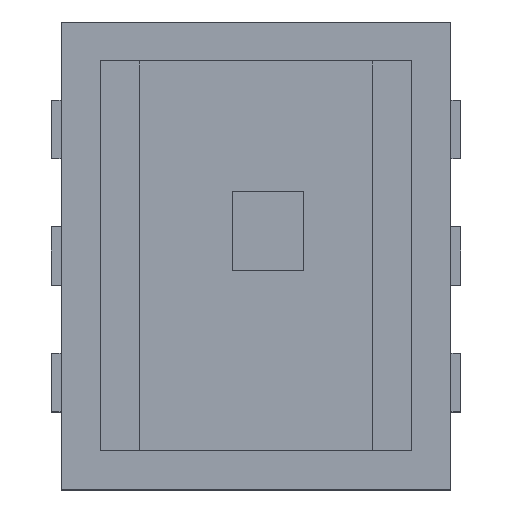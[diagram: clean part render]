
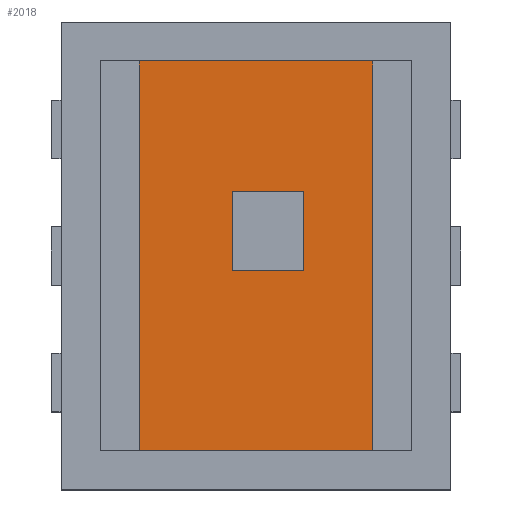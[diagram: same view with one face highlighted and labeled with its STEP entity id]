
A CAD part, top view. The second image highlights one B-rep face of the part: STEP entity #2018.
In plain terms, the highlighted planar face has unit normal (0, 0, 1).
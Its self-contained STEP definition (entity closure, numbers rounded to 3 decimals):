
#55 = CARTESIAN_POINT ( 'NONE',  ( -0.6, 1., 0.625 ) ) ;
#169 = LINE ( 'NONE', #1981, #687 ) ;
#186 = CARTESIAN_POINT ( 'NONE',  ( 0., -0.077, 0.625 ) ) ;
#239 = FACE_BOUND ( 'NONE', #2006, .T. ) ;
#280 = DIRECTION ( 'NONE',  ( 0., 0., 1. ) ) ;
#356 = ORIENTED_EDGE ( 'NONE', *, *, #1047, .T. ) ;
#358 = CARTESIAN_POINT ( 'NONE',  ( -0.123, -0.077, 0.625 ) ) ;
#413 = ORIENTED_EDGE ( 'NONE', *, *, #2407, .T. ) ;
#606 = DIRECTION ( 'NONE',  ( 1., 0., 0. ) ) ;
#667 = ORIENTED_EDGE ( 'NONE', *, *, #1411, .T. ) ;
#669 = CARTESIAN_POINT ( 'NONE',  ( 0.246, 0., 0.625 ) ) ;
#686 = LINE ( 'NONE', #2483, #1634 ) ;
#687 = VECTOR ( 'NONE', #606, 1000. ) ;
#709 = EDGE_CURVE ( 'NONE', #2179, #2058, #1239, .T. ) ;
#717 = VECTOR ( 'NONE', #2211, 1000. ) ;
#763 = EDGE_CURVE ( 'NONE', #2058, #2612, #863, .T. ) ;
#794 = EDGE_CURVE ( 'NONE', #1495, #2479, #686, .T. ) ;
#808 = EDGE_CURVE ( 'NONE', #2612, #2570, #1486, .T. ) ;
#828 = PLANE ( 'NONE',  #2462 ) ;
#863 = LINE ( 'NONE', #1220, #1384 ) ;
#883 = DIRECTION ( 'NONE',  ( -1., 0., 0. ) ) ;
#921 = CARTESIAN_POINT ( 'NONE',  ( 0.246, 0.329, 0.625 ) ) ;
#1043 = FACE_OUTER_BOUND ( 'NONE', #2247, .T. ) ;
#1047 = EDGE_CURVE ( 'NONE', #1495, #1082, #1087, .T. ) ;
#1075 = ORIENTED_EDGE ( 'NONE', *, *, #794, .F. ) ;
#1082 = VERTEX_POINT ( 'NONE', #55 ) ;
#1085 = CARTESIAN_POINT ( 'NONE',  ( 0., 0., 0.625 ) ) ;
#1087 = LINE ( 'NONE', #1924, #1187 ) ;
#1103 = ORIENTED_EDGE ( 'NONE', *, *, #709, .T. ) ;
#1187 = VECTOR ( 'NONE', #883, 1000. ) ;
#1220 = CARTESIAN_POINT ( 'NONE',  ( 0., 0.329, 0.625 ) ) ;
#1239 = LINE ( 'NONE', #1404, #717 ) ;
#1308 = VERTEX_POINT ( 'NONE', #1627 ) ;
#1384 = VECTOR ( 'NONE', #2432, 1000. ) ;
#1392 = VECTOR ( 'NONE', #2610, 1000. ) ;
#1403 = CARTESIAN_POINT ( 'NONE',  ( 0.6, -1., 0.625 ) ) ;
#1404 = CARTESIAN_POINT ( 'NONE',  ( -0.123, 0., 0.625 ) ) ;
#1411 = EDGE_CURVE ( 'NONE', #1308, #2479, #169, .T. ) ;
#1461 = EDGE_CURVE ( 'NONE', #1308, #1082, #2212, .T. ) ;
#1486 = LINE ( 'NONE', #669, #1856 ) ;
#1495 = VERTEX_POINT ( 'NONE', #1831 ) ;
#1515 = CARTESIAN_POINT ( 'NONE',  ( -0.123, 0.329, 0.625 ) ) ;
#1549 = LINE ( 'NONE', #186, #1868 ) ;
#1627 = CARTESIAN_POINT ( 'NONE',  ( -0.6, -1., 0.625 ) ) ;
#1634 = VECTOR ( 'NONE', #2537, 1000. ) ;
#1758 = ORIENTED_EDGE ( 'NONE', *, *, #1461, .F. ) ;
#1796 = CARTESIAN_POINT ( 'NONE',  ( -0.6, -1., 0.625 ) ) ;
#1831 = CARTESIAN_POINT ( 'NONE',  ( 0.6, 1., 0.625 ) ) ;
#1856 = VECTOR ( 'NONE', #2515, 1000. ) ;
#1868 = VECTOR ( 'NONE', #2607, 1000. ) ;
#1924 = CARTESIAN_POINT ( 'NONE',  ( 0., 1., 0.625 ) ) ;
#1930 = DIRECTION ( 'NONE',  ( 1., 0., 0. ) ) ;
#1976 = ORIENTED_EDGE ( 'NONE', *, *, #763, .T. ) ;
#1981 = CARTESIAN_POINT ( 'NONE',  ( 0., -1., 0.625 ) ) ;
#2006 = EDGE_LOOP ( 'NONE', ( #1103, #1976, #2495, #413 ) ) ;
#2018 = ADVANCED_FACE ( 'NONE', ( #239, #1043 ), #828, .T. ) ;
#2058 = VERTEX_POINT ( 'NONE', #1515 ) ;
#2179 = VERTEX_POINT ( 'NONE', #358 ) ;
#2211 = DIRECTION ( 'NONE',  ( 0., 1., 0. ) ) ;
#2212 = LINE ( 'NONE', #1796, #1392 ) ;
#2247 = EDGE_LOOP ( 'NONE', ( #667, #1075, #356, #1758 ) ) ;
#2269 = CARTESIAN_POINT ( 'NONE',  ( 0.246, -0.077, 0.625 ) ) ;
#2407 = EDGE_CURVE ( 'NONE', #2570, #2179, #1549, .T. ) ;
#2432 = DIRECTION ( 'NONE',  ( 1., 0., 0. ) ) ;
#2462 = AXIS2_PLACEMENT_3D ( 'NONE', #1085, #280, #1930 ) ;
#2479 = VERTEX_POINT ( 'NONE', #1403 ) ;
#2483 = CARTESIAN_POINT ( 'NONE',  ( 0.6, 1., 0.625 ) ) ;
#2495 = ORIENTED_EDGE ( 'NONE', *, *, #808, .T. ) ;
#2515 = DIRECTION ( 'NONE',  ( 0., -1., 0. ) ) ;
#2537 = DIRECTION ( 'NONE',  ( 0., -1., 0. ) ) ;
#2570 = VERTEX_POINT ( 'NONE', #2269 ) ;
#2607 = DIRECTION ( 'NONE',  ( -1., 0., 0. ) ) ;
#2610 = DIRECTION ( 'NONE',  ( 0., 1., 0. ) ) ;
#2612 = VERTEX_POINT ( 'NONE', #921 ) ;
